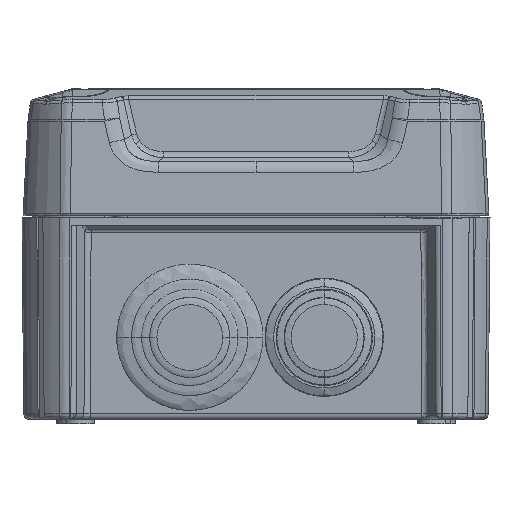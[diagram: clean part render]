
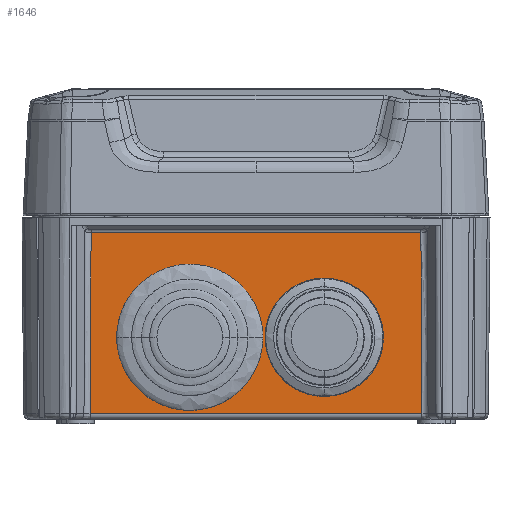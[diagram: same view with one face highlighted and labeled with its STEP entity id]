
A CAD part, left-side view. The second image highlights one B-rep face of the part: STEP entity #1646.
In plain terms, the highlighted planar face has unit normal (-1, 0, -0.009).
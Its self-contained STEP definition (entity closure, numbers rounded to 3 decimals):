
#80=FACE_BOUND('',#5936,.T.);
#81=FACE_BOUND('',#5937,.T.);
#1646=ADVANCED_FACE('',(#3771,#80,#81),#30425,.T.);
#3771=FACE_OUTER_BOUND('',#5935,.T.);
#5935=EDGE_LOOP('',(#13988,#13989,#13990,#13991));
#5936=EDGE_LOOP('',(#13992,#13993));
#5937=EDGE_LOOP('',(#13994,#13995));
#13988=ORIENTED_EDGE('',*,*,#20138,.F.);
#13989=ORIENTED_EDGE('',*,*,#20611,.T.);
#13990=ORIENTED_EDGE('',*,*,#20521,.T.);
#13991=ORIENTED_EDGE('',*,*,#20610,.T.);
#13992=ORIENTED_EDGE('',*,*,#20523,.F.);
#13993=ORIENTED_EDGE('',*,*,#20522,.F.);
#13994=ORIENTED_EDGE('',*,*,#20525,.F.);
#13995=ORIENTED_EDGE('',*,*,#20524,.F.);
#20138=EDGE_CURVE('',#29198,#29196,#25540,.T.);
#20521=EDGE_CURVE('',#29495,#29496,#23079,.T.);
#20522=EDGE_CURVE('',#29361,#29362,#25801,.T.);
#20523=EDGE_CURVE('',#29362,#29361,#25802,.T.);
#20524=EDGE_CURVE('',#29358,#29357,#25803,.T.);
#20525=EDGE_CURVE('',#29357,#29358,#25804,.T.);
#20610=EDGE_CURVE('',#29496,#29196,#25855,.T.);
#20611=EDGE_CURVE('',#29198,#29495,#25856,.T.);
#23079=B_SPLINE_CURVE_WITH_KNOTS('',1,(#85924,#85925),.UNSPECIFIED.,.F.,
 .F.,(2,2),(0.,82.622),.UNSPECIFIED.);
#25540=(
BOUNDED_CURVE()
B_SPLINE_CURVE(1,(#84125,#84126),.UNSPECIFIED.,.F.,.F.)
B_SPLINE_CURVE_WITH_KNOTS((2,2),(-82.172,0.),.UNSPECIFIED.)
CURVE()
GEOMETRIC_REPRESENTATION_ITEM()
RATIONAL_B_SPLINE_CURVE((1.,1.))
REPRESENTATION_ITEM('')
);
#25801=(
BOUNDED_CURVE()
B_SPLINE_CURVE(2,(#85926,#85927,#85928,#85929,#85930),.UNSPECIFIED.,.F.,
 .F.)
B_SPLINE_CURVE_WITH_KNOTS((3,2,3),(-40.998,-20.499,
0.),.UNSPECIFIED.)
CURVE()
GEOMETRIC_REPRESENTATION_ITEM()
RATIONAL_B_SPLINE_CURVE((1.,0.707,1.,0.707,1.))
REPRESENTATION_ITEM('')
);
#25802=(
BOUNDED_CURVE()
B_SPLINE_CURVE(2,(#85931,#85932,#85933,#85934,#85935),.UNSPECIFIED.,.F.,
 .F.)
B_SPLINE_CURVE_WITH_KNOTS((3,2,3),(-40.998,-20.499,
0.),.UNSPECIFIED.)
CURVE()
GEOMETRIC_REPRESENTATION_ITEM()
RATIONAL_B_SPLINE_CURVE((1.,0.707,1.,0.707,1.))
REPRESENTATION_ITEM('')
);
#25803=(
BOUNDED_CURVE()
B_SPLINE_CURVE(2,(#85936,#85937,#85938,#85939,#85940),.UNSPECIFIED.,.F.,
 .F.)
B_SPLINE_CURVE_WITH_KNOTS((3,2,3),(-40.998,-20.499,
0.),.UNSPECIFIED.)
CURVE()
GEOMETRIC_REPRESENTATION_ITEM()
RATIONAL_B_SPLINE_CURVE((1.,0.707,1.,0.707,1.))
REPRESENTATION_ITEM('')
);
#25804=(
BOUNDED_CURVE()
B_SPLINE_CURVE(2,(#85941,#85942,#85943,#85944,#85945),.UNSPECIFIED.,.F.,
 .F.)
B_SPLINE_CURVE_WITH_KNOTS((3,2,3),(-40.998,-20.499,
0.),.UNSPECIFIED.)
CURVE()
GEOMETRIC_REPRESENTATION_ITEM()
RATIONAL_B_SPLINE_CURVE((1.,0.707,1.,0.707,1.))
REPRESENTATION_ITEM('')
);
#25855=(
BOUNDED_CURVE()
B_SPLINE_CURVE(1,(#86208,#86209),.UNSPECIFIED.,.F.,.F.)
B_SPLINE_CURVE_WITH_KNOTS((2,2),(0.,45.09),.UNSPECIFIED.)
CURVE()
GEOMETRIC_REPRESENTATION_ITEM()
RATIONAL_B_SPLINE_CURVE((1.,1.))
REPRESENTATION_ITEM('')
);
#25856=(
BOUNDED_CURVE()
B_SPLINE_CURVE(1,(#86210,#86211),.UNSPECIFIED.,.F.,.F.)
B_SPLINE_CURVE_WITH_KNOTS((2,2),(0.,45.09),.UNSPECIFIED.)
CURVE()
GEOMETRIC_REPRESENTATION_ITEM()
RATIONAL_B_SPLINE_CURVE((1.,1.))
REPRESENTATION_ITEM('')
);
#29196=VERTEX_POINT('',#81523);
#29198=VERTEX_POINT('',#81525);
#29357=VERTEX_POINT('',#81684);
#29358=VERTEX_POINT('',#81685);
#29361=VERTEX_POINT('',#81688);
#29362=VERTEX_POINT('',#81689);
#29495=VERTEX_POINT('',#81822);
#29496=VERTEX_POINT('',#81823);
#30425=PLANE('',#32710);
#32710=AXIS2_PLACEMENT_3D('',#77609,#33215,$);
#33215=DIRECTION('',(-1.,0.,-0.009));
#77609=CARTESIAN_POINT('',(-140.241,49.574,49.598));
#81523=CARTESIAN_POINT('',(-140.202,-41.086,45.088));
#81525=CARTESIAN_POINT('',(-140.202,41.086,45.088));
#81684=CARTESIAN_POINT('',(-140.089,17.,32.095));
#81685=CARTESIAN_POINT('',(-139.861,17.,5.996));
#81688=CARTESIAN_POINT('',(-140.089,-17.,32.095));
#81689=CARTESIAN_POINT('',(-139.861,-17.,5.996));
#81822=CARTESIAN_POINT('',(-139.809,41.311,0.));
#81823=CARTESIAN_POINT('',(-139.809,-41.311,0.));
#84125=CARTESIAN_POINT('',(-140.202,41.086,45.088));
#84126=CARTESIAN_POINT('',(-140.202,-41.086,45.088));
#85924=CARTESIAN_POINT('',(-139.809,41.311,0.));
#85925=CARTESIAN_POINT('',(-139.809,-41.311,0.));
#85926=CARTESIAN_POINT('',(-140.089,-17.,32.095));
#85927=CARTESIAN_POINT('',(-140.089,-3.95,32.095));
#85928=CARTESIAN_POINT('',(-139.975,-3.95,19.045));
#85929=CARTESIAN_POINT('',(-139.861,-3.95,5.996));
#85930=CARTESIAN_POINT('',(-139.861,-17.,5.996));
#85931=CARTESIAN_POINT('',(-139.861,-17.,5.996));
#85932=CARTESIAN_POINT('',(-139.861,-30.05,5.996));
#85933=CARTESIAN_POINT('',(-139.975,-30.05,19.045));
#85934=CARTESIAN_POINT('',(-140.089,-30.05,32.095));
#85935=CARTESIAN_POINT('',(-140.089,-17.,32.095));
#85936=CARTESIAN_POINT('',(-139.861,17.,5.996));
#85937=CARTESIAN_POINT('',(-139.861,3.95,5.996));
#85938=CARTESIAN_POINT('',(-139.975,3.95,19.045));
#85939=CARTESIAN_POINT('',(-140.089,3.95,32.095));
#85940=CARTESIAN_POINT('',(-140.089,17.,32.095));
#85941=CARTESIAN_POINT('',(-140.089,17.,32.095));
#85942=CARTESIAN_POINT('',(-140.089,30.05,32.095));
#85943=CARTESIAN_POINT('',(-139.975,30.05,19.045));
#85944=CARTESIAN_POINT('',(-139.861,30.05,5.996));
#85945=CARTESIAN_POINT('',(-139.861,17.,5.996));
#86208=CARTESIAN_POINT('',(-139.809,-41.311,0.));
#86209=CARTESIAN_POINT('',(-140.202,-41.086,45.088));
#86210=CARTESIAN_POINT('',(-140.202,41.086,45.088));
#86211=CARTESIAN_POINT('',(-139.809,41.311,0.));
